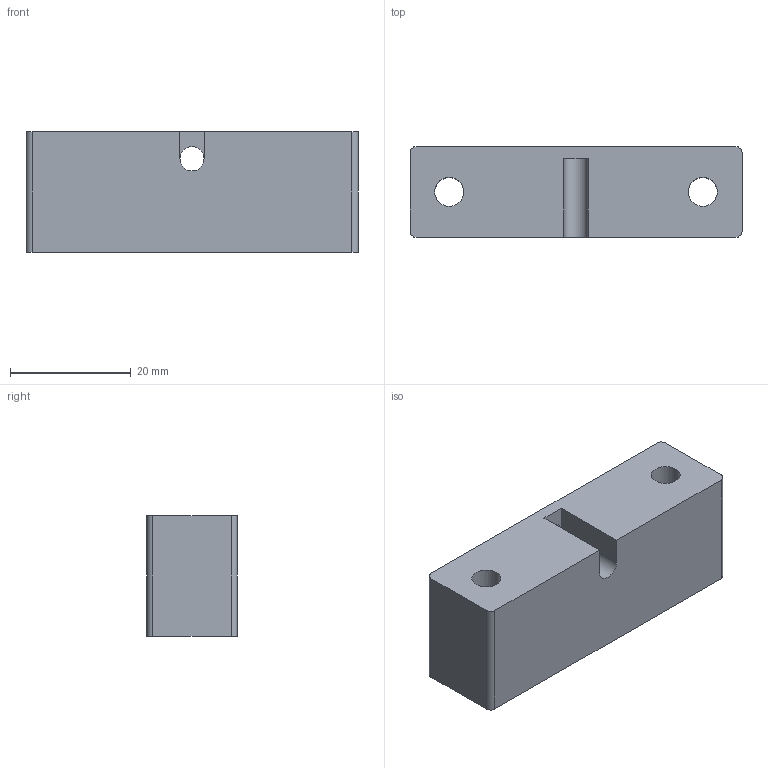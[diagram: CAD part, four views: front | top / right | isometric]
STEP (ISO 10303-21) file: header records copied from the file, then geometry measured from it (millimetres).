
FILE_DESCRIPTION(('HOOPS Exchange Step'),'2;1');
FILE_NAME('temp_export','2022-04-09T00:12:30-06:00',('mobile'),('Shapr3D Limited'),'HOOPS Exchange 2021.2','Shapr3D','Authorized');
FILE_SCHEMA( ('AP203_CONFIGURATION_CONTROLLED_3D_DESIGN_OF_MECHANICAL_PARTS_AND_ASSEMBLIES_MIM_LF') );
Length unit declared in the file: millimetre
Products named in the file (1): C6F03522-DF62-4074-A593-4AA0A8CD3A0E.tmp
Bounding box: 55 x 15 x 20 mm (x, y, z)
Volume: 15418.2 mm3; surface area: 5091.4 mm2
Topology: 1 solids, 1 shells, 16 faces, 49 edges, 34 vertices
Faces by surface type: plane 9, cylinder 7
Full cylindrical faces by diameter (mm): 4 x1, 4.8 x2
Entity records: 601 total; most frequent: DIRECTION 103, CARTESIAN_POINT 100, ORIENTED_EDGE 98, EDGE_CURVE 49, AXIS2_PLACEMENT_3D 37, VERTEX_POINT 34, VECTOR 29, LINE 29
